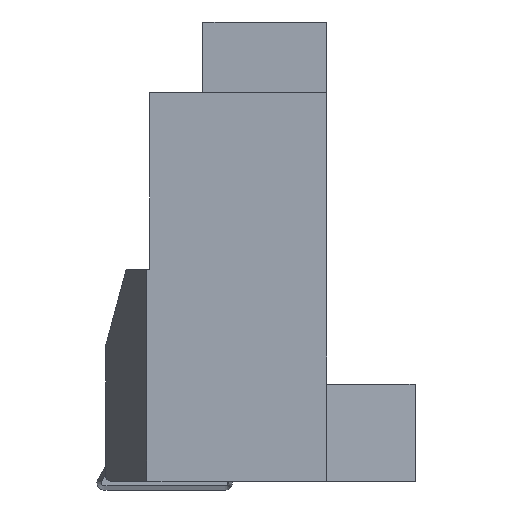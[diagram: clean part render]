
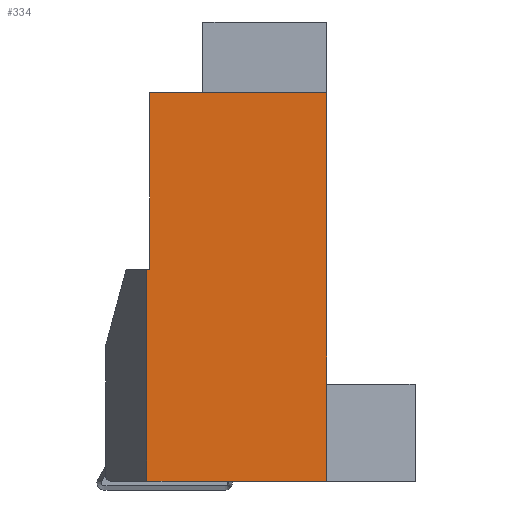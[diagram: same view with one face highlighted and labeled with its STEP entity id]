
A CAD part, front view. The second image highlights one B-rep face of the part: STEP entity #334.
In plain terms, the highlighted planar face has unit normal (0, -1, 0).
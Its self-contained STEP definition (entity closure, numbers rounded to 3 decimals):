
#334=ADVANCED_FACE('',(#428),#390,.F.);
#390=PLANE('',#1135);
#428=FACE_OUTER_BOUND('',#471,.T.);
#471=EDGE_LOOP('',(#552,#553,#554,#555,#556,#557,#558,#559));
#552=ORIENTED_EDGE('',*,*,#864,.F.);
#553=ORIENTED_EDGE('',*,*,#849,.F.);
#554=ORIENTED_EDGE('',*,*,#865,.T.);
#555=ORIENTED_EDGE('',*,*,#866,.T.);
#556=ORIENTED_EDGE('',*,*,#867,.F.);
#557=ORIENTED_EDGE('',*,*,#868,.T.);
#558=ORIENTED_EDGE('',*,*,#869,.T.);
#559=ORIENTED_EDGE('',*,*,#870,.T.);
#772=VERTEX_POINT('',#1476);
#773=VERTEX_POINT('',#1477);
#786=VERTEX_POINT('',#1508);
#787=VERTEX_POINT('',#1510);
#788=VERTEX_POINT('',#1512);
#789=VERTEX_POINT('',#1514);
#790=VERTEX_POINT('',#1516);
#791=VERTEX_POINT('',#1518);
#849=EDGE_CURVE('',#772,#773,#967,.T.);
#864=EDGE_CURVE('',#773,#786,#982,.T.);
#865=EDGE_CURVE('',#772,#787,#983,.T.);
#866=EDGE_CURVE('',#787,#788,#984,.T.);
#867=EDGE_CURVE('',#789,#788,#985,.T.);
#868=EDGE_CURVE('',#789,#790,#986,.T.);
#869=EDGE_CURVE('',#790,#791,#987,.T.);
#870=EDGE_CURVE('',#791,#786,#988,.T.);
#967=LINE('',#1475,#1049);
#982=LINE('',#1507,#1064);
#983=LINE('',#1509,#1065);
#984=LINE('',#1511,#1066);
#985=LINE('',#1513,#1067);
#986=LINE('',#1515,#1068);
#987=LINE('',#1517,#1069);
#988=LINE('',#1519,#1070);
#1049=VECTOR('',#1220,1.);
#1064=VECTOR('',#1241,1.);
#1065=VECTOR('',#1242,1.);
#1066=VECTOR('',#1243,1.);
#1067=VECTOR('',#1244,1.);
#1068=VECTOR('',#1245,1.);
#1069=VECTOR('',#1246,1.);
#1070=VECTOR('',#1247,1.);
#1135=AXIS2_PLACEMENT_3D('',#1520,#1248,#1249);
#1220=DIRECTION('',(-1.,0.,0.));
#1241=DIRECTION('',(0.,0.,1.));
#1242=DIRECTION('',(0.,0.,1.));
#1243=DIRECTION('',(-1.,0.,0.));
#1244=DIRECTION('',(0.,0.,-1.));
#1245=DIRECTION('',(-1.,0.,0.));
#1246=DIRECTION('',(0.,0.,-1.));
#1247=DIRECTION('',(-1.,0.,0.));
#1248=DIRECTION('',(0.,1.,0.));
#1249=DIRECTION('',(0.,0.,-1.));
#1475=CARTESIAN_POINT('',(0.,0.,-43.99));
#1476=CARTESIAN_POINT('',(0.017,0.,-43.99));
#1477=CARTESIAN_POINT('',(-20.343,0.,-43.99));
#1507=CARTESIAN_POINT('',(-20.343,0.,-33.05));
#1508=CARTESIAN_POINT('',(-20.343,0.,-20.));
#1509=CARTESIAN_POINT('',(0.017,0.,-33.05));
#1510=CARTESIAN_POINT('',(0.017,0.,-33.));
#1511=CARTESIAN_POINT('',(0.,0.,-33.));
#1512=CARTESIAN_POINT('',(0.,0.,-33.));
#1513=CARTESIAN_POINT('',(0.,0.,-33.05));
#1514=CARTESIAN_POINT('',(0.,0.,0.));
#1515=CARTESIAN_POINT('',(-14.,0.,0.));
#1516=CARTESIAN_POINT('',(-20.,0.,0.));
#1517=CARTESIAN_POINT('',(-20.,0.,0.));
#1518=CARTESIAN_POINT('',(-20.,0.,-20.));
#1519=CARTESIAN_POINT('',(-20.,0.,-20.));
#1520=CARTESIAN_POINT('',(0.,0.,-33.05));
